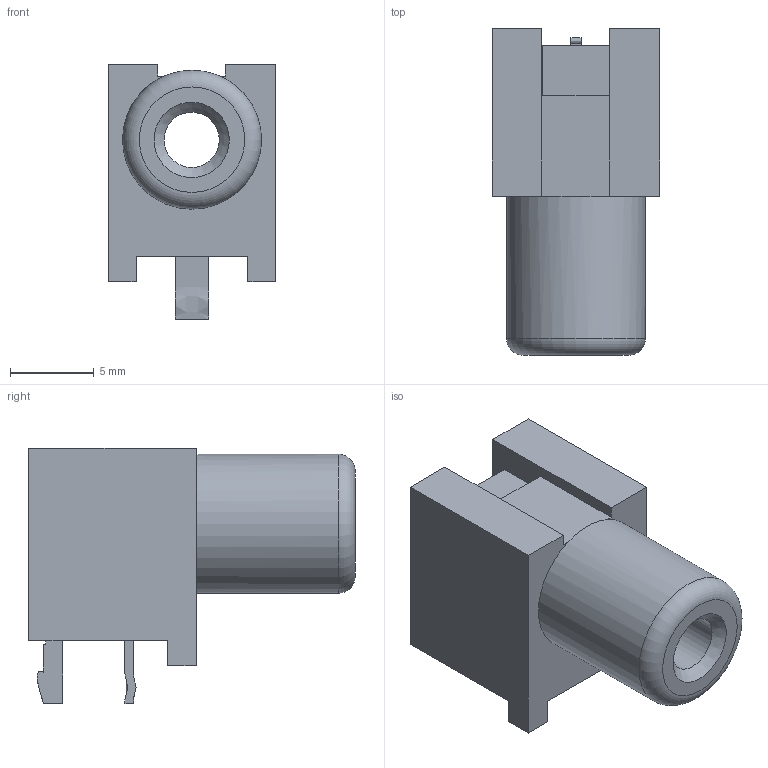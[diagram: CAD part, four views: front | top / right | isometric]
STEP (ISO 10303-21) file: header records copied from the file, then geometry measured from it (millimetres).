
FILE_DESCRIPTION(/* description */ (''),/* implementation_level */ '2;1');
FILE_NAME(/* name */ 'RJ-2410N(R) v2.step',/* time_stamp */ '2020-03-29T22:53:55+09:00',/* author */ (''),/* organization */ (''),/* preprocessor_version */ 'ST-DEVELOPER v18',/* originating_system */ 'Autodesk Translation Framework v8.12.0.6',/* authorisation */ '');
FILE_SCHEMA (('AUTOMOTIVE_DESIGN { 1 0 10303 214 3 1 1 }'));
Length unit declared in the file: millimetre
Products named in the file (1): RCA_RJ-2410N(R)
Bounding box: 10 x 19.5 x 15.25 mm (x, y, z)
Volume: 1429.6 mm3; surface area: 1154.6 mm2
Topology: 3 solids, 3 shells, 41 faces, 105 edges, 70 vertices
Faces by surface type: plane 34, bspline 3, cylinder 2, cone 1, torus 1
Full cylindrical faces by diameter (mm): 3.3 x1, 8.3 x1
Entity records: 1604 total; most frequent: CARTESIAN_POINT 565, ORIENTED_EDGE 210, DIRECTION 189, EDGE_CURVE 105, LINE 85, VECTOR 85, VERTEX_POINT 70, AXIS2_PLACEMENT_3D 52
